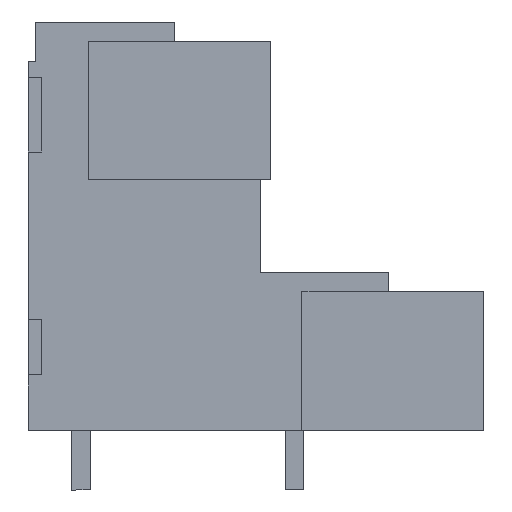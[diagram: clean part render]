
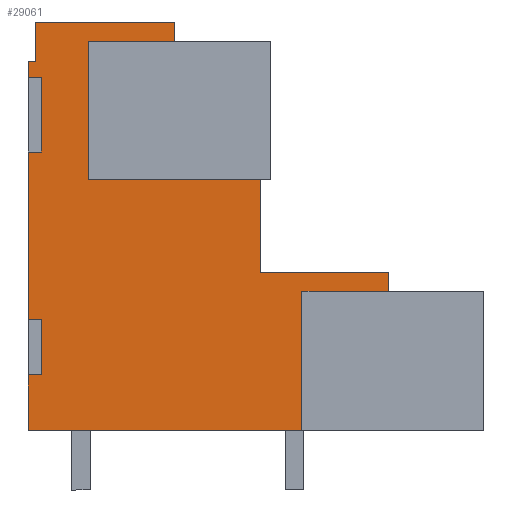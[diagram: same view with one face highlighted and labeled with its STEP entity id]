
A CAD part, left-side view. The second image highlights one B-rep face of the part: STEP entity #29061.
In plain terms, the highlighted planar face has unit normal (-1, 0, 0).
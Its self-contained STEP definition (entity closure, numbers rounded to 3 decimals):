
#28980=AXIS2_PLACEMENT_3D('Plane Axis2P3D',#28977,#28978,#28979) ;
#303=CARTESIAN_POINT('Vertex',(0.7,24.55,23.09)) ;
#987=CARTESIAN_POINT('Vertex',(0.7,24.55,9.2)) ;
#990=CARTESIAN_POINT('Line Origine',(0.7,24.55,13.7)) ;
#994=CARTESIAN_POINT('Vertex',(0.7,24.55,18.2)) ;
#1015=CARTESIAN_POINT('Vertex',(0.7,24.55,22.2)) ;
#1018=CARTESIAN_POINT('Line Origine',(0.7,24.55,22.645)) ;
#1548=CARTESIAN_POINT('Line Origine',(0.7,24.35,23.09)) ;
#1552=CARTESIAN_POINT('Vertex',(0.7,24.15,23.09)) ;
#1949=CARTESIAN_POINT('Vertex',(0.7,16.65,25.2)) ;
#2285=CARTESIAN_POINT('Vertex',(0.7,24.15,25.2)) ;
#2288=CARTESIAN_POINT('Line Origine',(0.7,20.4,25.2)) ;
#2357=CARTESIAN_POINT('Vertex',(0.7,16.65,24.175)) ;
#2360=CARTESIAN_POINT('Line Origine',(0.7,16.65,24.687)) ;
#2426=CARTESIAN_POINT('Line Origine',(0.7,18.975,24.175)) ;
#2430=CARTESIAN_POINT('Vertex',(0.7,21.3,24.175)) ;
#2845=CARTESIAN_POINT('Vertex',(0.7,12.05,16.725)) ;
#2873=CARTESIAN_POINT('Vertex',(0.7,21.3,16.725)) ;
#2876=CARTESIAN_POINT('Line Origine',(0.7,16.675,16.725)) ;
#2901=CARTESIAN_POINT('Vertex',(0.7,12.05,11.7)) ;
#2904=CARTESIAN_POINT('Line Origine',(0.7,12.05,14.212)) ;
#2925=CARTESIAN_POINT('Vertex',(0.7,5.15,11.7)) ;
#2928=CARTESIAN_POINT('Line Origine',(0.7,8.6,11.7)) ;
#2949=CARTESIAN_POINT('Vertex',(0.7,5.15,10.7)) ;
#2952=CARTESIAN_POINT('Line Origine',(0.7,5.15,11.2)) ;
#3018=CARTESIAN_POINT('Line Origine',(0.7,7.475,10.7)) ;
#3022=CARTESIAN_POINT('Vertex',(0.7,9.8,10.7)) ;
#3507=CARTESIAN_POINT('Vertex',(0.7,9.8,3.2)) ;
#3510=CARTESIAN_POINT('Line Origine',(0.7,17.175,3.2)) ;
#3514=CARTESIAN_POINT('Vertex',(0.7,24.55,3.2)) ;
#28965=CARTESIAN_POINT('Line Origine',(0.7,21.3,20.45)) ;
#28977=CARTESIAN_POINT('Axis2P3D Location',(0.7,24.15,3.2)) ;
#28982=CARTESIAN_POINT('Line Origine',(0.7,24.2,9.2)) ;
#28986=CARTESIAN_POINT('Vertex',(0.7,23.85,9.2)) ;
#28989=CARTESIAN_POINT('Line Origine',(0.7,23.85,7.7)) ;
#28993=CARTESIAN_POINT('Vertex',(0.7,23.85,6.2)) ;
#28996=CARTESIAN_POINT('Line Origine',(0.7,24.2,6.2)) ;
#29000=CARTESIAN_POINT('Vertex',(0.7,24.55,6.2)) ;
#29003=CARTESIAN_POINT('Line Origine',(0.7,24.55,4.7)) ;
#29008=CARTESIAN_POINT('Line Origine',(0.7,9.8,6.95)) ;
#29013=CARTESIAN_POINT('Line Origine',(0.7,24.15,24.145)) ;
#29018=CARTESIAN_POINT('Line Origine',(0.7,24.2,22.2)) ;
#29022=CARTESIAN_POINT('Vertex',(0.7,23.85,22.2)) ;
#29025=CARTESIAN_POINT('Line Origine',(0.7,23.85,20.2)) ;
#29029=CARTESIAN_POINT('Vertex',(0.7,23.85,18.2)) ;
#29032=CARTESIAN_POINT('Line Origine',(0.7,24.2,18.2)) ;
#991=DIRECTION('Vector Direction',(0.,0.,-1.)) ;
#1019=DIRECTION('Vector Direction',(0.,0.,-1.)) ;
#1549=DIRECTION('Vector Direction',(0.,-1.,0.)) ;
#2289=DIRECTION('Vector Direction',(0.,-1.,0.)) ;
#2361=DIRECTION('Vector Direction',(0.,0.,1.)) ;
#2427=DIRECTION('Vector Direction',(0.,1.,0.)) ;
#2877=DIRECTION('Vector Direction',(0.,1.,0.)) ;
#2905=DIRECTION('Vector Direction',(0.,0.,1.)) ;
#2929=DIRECTION('Vector Direction',(0.,1.,0.)) ;
#2953=DIRECTION('Vector Direction',(0.,0.,1.)) ;
#3019=DIRECTION('Vector Direction',(0.,1.,0.)) ;
#3511=DIRECTION('Vector Direction',(0.,-1.,0.)) ;
#28966=DIRECTION('Vector Direction',(0.,0.,-1.)) ;
#28978=DIRECTION('Axis2P3D Direction',(-1.,0.,0.)) ;
#28979=DIRECTION('Axis2P3D XDirection',(0.,1.,0.)) ;
#28983=DIRECTION('Vector Direction',(0.,-1.,0.)) ;
#28990=DIRECTION('Vector Direction',(0.,0.,1.)) ;
#28997=DIRECTION('Vector Direction',(0.,-1.,0.)) ;
#29004=DIRECTION('Vector Direction',(0.,0.,-1.)) ;
#29009=DIRECTION('Vector Direction',(0.,0.,-1.)) ;
#29014=DIRECTION('Vector Direction',(0.,0.,1.)) ;
#29019=DIRECTION('Vector Direction',(0.,-1.,0.)) ;
#29026=DIRECTION('Vector Direction',(0.,0.,1.)) ;
#29033=DIRECTION('Vector Direction',(0.,-1.,0.)) ;
#992=VECTOR('Line Direction',#991,1.) ;
#1020=VECTOR('Line Direction',#1019,1.) ;
#1550=VECTOR('Line Direction',#1549,1.) ;
#2290=VECTOR('Line Direction',#2289,1.) ;
#2362=VECTOR('Line Direction',#2361,1.) ;
#2428=VECTOR('Line Direction',#2427,1.) ;
#2878=VECTOR('Line Direction',#2877,1.) ;
#2906=VECTOR('Line Direction',#2905,1.) ;
#2930=VECTOR('Line Direction',#2929,1.) ;
#2954=VECTOR('Line Direction',#2953,1.) ;
#3020=VECTOR('Line Direction',#3019,1.) ;
#3512=VECTOR('Line Direction',#3511,1.) ;
#28967=VECTOR('Line Direction',#28966,1.) ;
#28984=VECTOR('Line Direction',#28983,1.) ;
#28991=VECTOR('Line Direction',#28990,1.) ;
#28998=VECTOR('Line Direction',#28997,1.) ;
#29005=VECTOR('Line Direction',#29004,1.) ;
#29010=VECTOR('Line Direction',#29009,1.) ;
#29015=VECTOR('Line Direction',#29014,1.) ;
#29020=VECTOR('Line Direction',#29019,1.) ;
#29027=VECTOR('Line Direction',#29026,1.) ;
#29034=VECTOR('Line Direction',#29033,1.) ;
#29038=ORIENTED_EDGE('',*,*,#996,.T.) ;
#29039=ORIENTED_EDGE('',*,*,#28988,.T.) ;
#29040=ORIENTED_EDGE('',*,*,#28995,.F.) ;
#29041=ORIENTED_EDGE('',*,*,#29002,.F.) ;
#29042=ORIENTED_EDGE('',*,*,#29007,.T.) ;
#29043=ORIENTED_EDGE('',*,*,#3516,.T.) ;
#29044=ORIENTED_EDGE('',*,*,#29012,.F.) ;
#29045=ORIENTED_EDGE('',*,*,#3024,.F.) ;
#29046=ORIENTED_EDGE('',*,*,#2956,.T.) ;
#29047=ORIENTED_EDGE('',*,*,#2932,.T.) ;
#29048=ORIENTED_EDGE('',*,*,#2908,.T.) ;
#29049=ORIENTED_EDGE('',*,*,#2880,.T.) ;
#29050=ORIENTED_EDGE('',*,*,#28969,.F.) ;
#29051=ORIENTED_EDGE('',*,*,#2432,.F.) ;
#29052=ORIENTED_EDGE('',*,*,#2364,.T.) ;
#29053=ORIENTED_EDGE('',*,*,#2292,.F.) ;
#29054=ORIENTED_EDGE('',*,*,#29017,.F.) ;
#29055=ORIENTED_EDGE('',*,*,#1554,.F.) ;
#29056=ORIENTED_EDGE('',*,*,#1022,.T.) ;
#29057=ORIENTED_EDGE('',*,*,#29024,.T.) ;
#29058=ORIENTED_EDGE('',*,*,#29031,.F.) ;
#29059=ORIENTED_EDGE('',*,*,#29036,.F.) ;
#29061=ADVANCED_FACE('HOUSING',(#29060),#28981,.T.) ;
#996=EDGE_CURVE('',#995,#988,#993,.T.) ;
#1022=EDGE_CURVE('',#304,#1016,#1021,.T.) ;
#1554=EDGE_CURVE('',#304,#1553,#1551,.T.) ;
#2292=EDGE_CURVE('',#2286,#1950,#2291,.T.) ;
#2364=EDGE_CURVE('',#2358,#1950,#2363,.T.) ;
#2432=EDGE_CURVE('',#2358,#2431,#2429,.T.) ;
#2880=EDGE_CURVE('',#2846,#2874,#2879,.T.) ;
#2908=EDGE_CURVE('',#2902,#2846,#2907,.T.) ;
#2932=EDGE_CURVE('',#2926,#2902,#2931,.T.) ;
#2956=EDGE_CURVE('',#2950,#2926,#2955,.T.) ;
#3024=EDGE_CURVE('',#2950,#3023,#3021,.T.) ;
#3516=EDGE_CURVE('',#3515,#3508,#3513,.T.) ;
#28969=EDGE_CURVE('',#2431,#2874,#28968,.T.) ;
#28988=EDGE_CURVE('',#988,#28987,#28985,.T.) ;
#28995=EDGE_CURVE('',#28994,#28987,#28992,.T.) ;
#29002=EDGE_CURVE('',#29001,#28994,#28999,.T.) ;
#29007=EDGE_CURVE('',#29001,#3515,#29006,.T.) ;
#29012=EDGE_CURVE('',#3023,#3508,#29011,.T.) ;
#29017=EDGE_CURVE('',#1553,#2286,#29016,.T.) ;
#29024=EDGE_CURVE('',#1016,#29023,#29021,.T.) ;
#29031=EDGE_CURVE('',#29030,#29023,#29028,.T.) ;
#29036=EDGE_CURVE('',#995,#29030,#29035,.T.) ;
#29037=EDGE_LOOP('',(#29038,#29039,#29040,#29041,#29042,#29043,#29044,#29045,#29046,#29047,#29048,#29049,#29050,#29051,#29052,#29053,#29054,#29055,#29056,#29057,#29058,#29059)) ;
#29060=FACE_OUTER_BOUND('',#29037,.T.) ;
#993=LINE('Line',#990,#992) ;
#1021=LINE('Line',#1018,#1020) ;
#1551=LINE('Line',#1548,#1550) ;
#2291=LINE('Line',#2288,#2290) ;
#2363=LINE('Line',#2360,#2362) ;
#2429=LINE('Line',#2426,#2428) ;
#2879=LINE('Line',#2876,#2878) ;
#2907=LINE('Line',#2904,#2906) ;
#2931=LINE('Line',#2928,#2930) ;
#2955=LINE('Line',#2952,#2954) ;
#3021=LINE('Line',#3018,#3020) ;
#3513=LINE('Line',#3510,#3512) ;
#28968=LINE('Line',#28965,#28967) ;
#28985=LINE('Line',#28982,#28984) ;
#28992=LINE('Line',#28989,#28991) ;
#28999=LINE('Line',#28996,#28998) ;
#29006=LINE('Line',#29003,#29005) ;
#29011=LINE('Line',#29008,#29010) ;
#29016=LINE('Line',#29013,#29015) ;
#29021=LINE('Line',#29018,#29020) ;
#29028=LINE('Line',#29025,#29027) ;
#29035=LINE('Line',#29032,#29034) ;
#28981=PLANE('',#28980) ;
#304=VERTEX_POINT('',#303) ;
#988=VERTEX_POINT('',#987) ;
#995=VERTEX_POINT('',#994) ;
#1016=VERTEX_POINT('',#1015) ;
#1553=VERTEX_POINT('',#1552) ;
#1950=VERTEX_POINT('',#1949) ;
#2286=VERTEX_POINT('',#2285) ;
#2358=VERTEX_POINT('',#2357) ;
#2431=VERTEX_POINT('',#2430) ;
#2846=VERTEX_POINT('',#2845) ;
#2874=VERTEX_POINT('',#2873) ;
#2902=VERTEX_POINT('',#2901) ;
#2926=VERTEX_POINT('',#2925) ;
#2950=VERTEX_POINT('',#2949) ;
#3023=VERTEX_POINT('',#3022) ;
#3508=VERTEX_POINT('',#3507) ;
#3515=VERTEX_POINT('',#3514) ;
#28987=VERTEX_POINT('',#28986) ;
#28994=VERTEX_POINT('',#28993) ;
#29001=VERTEX_POINT('',#29000) ;
#29023=VERTEX_POINT('',#29022) ;
#29030=VERTEX_POINT('',#29029) ;
